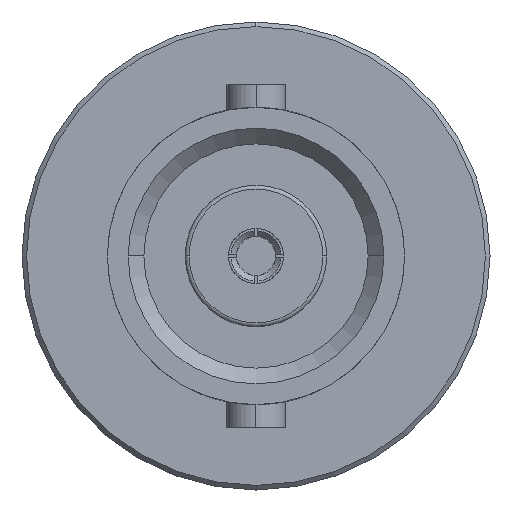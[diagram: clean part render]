
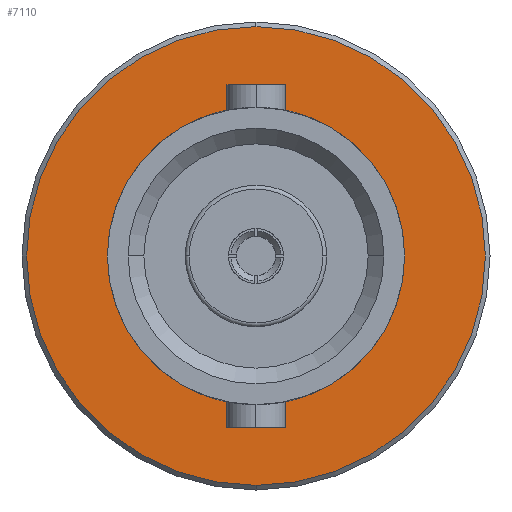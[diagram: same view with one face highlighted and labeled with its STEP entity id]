
A CAD part, left-side view. The second image highlights one B-rep face of the part: STEP entity #7110.
In plain terms, the highlighted planar face has unit normal (-1, 0, 0).
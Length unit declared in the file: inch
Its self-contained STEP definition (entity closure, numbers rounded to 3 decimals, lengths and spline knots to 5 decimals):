
#207 = FACE_OUTER_BOUND ( 'NONE', #22341, .T. ) ;
#568 = CARTESIAN_POINT ( 'NONE',  ( 0.427, 0., 0.29167 ) ) ;
#907 = EDGE_CURVE ( 'NONE', #25560, #10940, #3096, .T. ) ;
#1120 = CARTESIAN_POINT ( 'NONE',  ( 0.427, 0., 0. ) ) ;
#2924 = AXIS2_PLACEMENT_3D ( 'NONE', #7076, #16317, #13685 ) ;
#3096 = CIRCLE ( 'NONE', #4500, 0.29167 ) ;
#4300 = ORIENTED_EDGE ( 'NONE', *, *, #21692, .T. ) ;
#4500 = AXIS2_PLACEMENT_3D ( 'NONE', #1120, #27800, #16358 ) ;
#6608 = ORIENTED_EDGE ( 'NONE', *, *, #22012, .T. ) ;
#7076 = CARTESIAN_POINT ( 'NONE',  ( 0.427, 0.09605, 0. ) ) ;
#7110 = ADVANCED_FACE ( 'NONE', ( #20293, #207 ), #27178, .T. ) ;
#8092 = CARTESIAN_POINT ( 'NONE',  ( 0.427, 0., -0.189 ) ) ;
#8241 = CIRCLE ( 'NONE', #13392, 0.189 ) ;
#8575 = DIRECTION ( 'NONE',  ( 0., -1., 0. ) ) ;
#8843 = EDGE_LOOP ( 'NONE', ( #6608, #23073 ) ) ;
#9447 = CARTESIAN_POINT ( 'NONE',  ( 0.427, 0., 0. ) ) ;
#9735 = ORIENTED_EDGE ( 'NONE', *, *, #907, .T. ) ;
#10166 = DIRECTION ( 'NONE',  ( 0., 0., 1. ) ) ;
#10940 = VERTEX_POINT ( 'NONE', #27027 ) ;
#10946 = VERTEX_POINT ( 'NONE', #28802 ) ;
#12327 = CARTESIAN_POINT ( 'NONE',  ( 0.427, 0., 0. ) ) ;
#13115 = CARTESIAN_POINT ( 'NONE',  ( 0.427, 0., 0. ) ) ;
#13392 = AXIS2_PLACEMENT_3D ( 'NONE', #13115, #22210, #8575 ) ;
#13685 = DIRECTION ( 'NONE',  ( 0., 0., 1. ) ) ;
#14232 = DIRECTION ( 'NONE',  ( 0., -1., 0. ) ) ;
#16317 = DIRECTION ( 'NONE',  ( -1., 0., 0. ) ) ;
#16358 = DIRECTION ( 'NONE',  ( 0., 0., 1. ) ) ;
#18041 = CIRCLE ( 'NONE', #23205, 0.189 ) ;
#20293 = FACE_BOUND ( 'NONE', #8843, .T. ) ;
#21692 = EDGE_CURVE ( 'NONE', #10940, #25560, #21841, .T. ) ;
#21841 = CIRCLE ( 'NONE', #28850, 0.29167 ) ;
#22012 = EDGE_CURVE ( 'NONE', #25089, #10946, #8241, .T. ) ;
#22210 = DIRECTION ( 'NONE',  ( 1., 0., 0. ) ) ;
#22341 = EDGE_LOOP ( 'NONE', ( #4300, #9735 ) ) ;
#23073 = ORIENTED_EDGE ( 'NONE', *, *, #23694, .T. ) ;
#23205 = AXIS2_PLACEMENT_3D ( 'NONE', #12327, #23350, #14232 ) ;
#23350 = DIRECTION ( 'NONE',  ( 1., 0., 0. ) ) ;
#23694 = EDGE_CURVE ( 'NONE', #10946, #25089, #18041, .T. ) ;
#25089 = VERTEX_POINT ( 'NONE', #8092 ) ;
#25560 = VERTEX_POINT ( 'NONE', #568 ) ;
#27027 = CARTESIAN_POINT ( 'NONE',  ( 0.427, 0., -0.29167 ) ) ;
#27178 = PLANE ( 'NONE',  #2924 ) ;
#27336 = DIRECTION ( 'NONE',  ( -1., 0., 0. ) ) ;
#27800 = DIRECTION ( 'NONE',  ( -1., 0., 0. ) ) ;
#28802 = CARTESIAN_POINT ( 'NONE',  ( 0.427, 0., 0.189 ) ) ;
#28850 = AXIS2_PLACEMENT_3D ( 'NONE', #9447, #27336, #10166 ) ;
